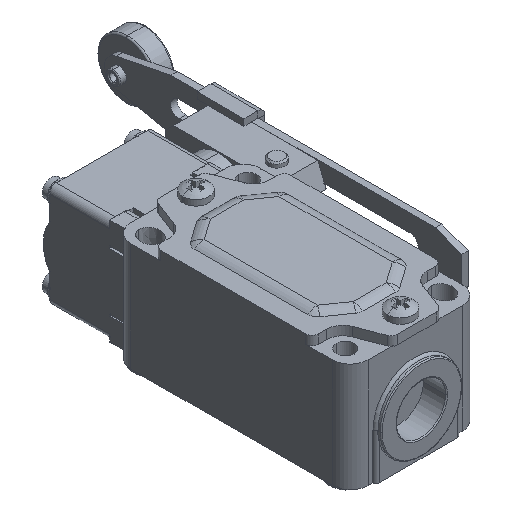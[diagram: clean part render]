
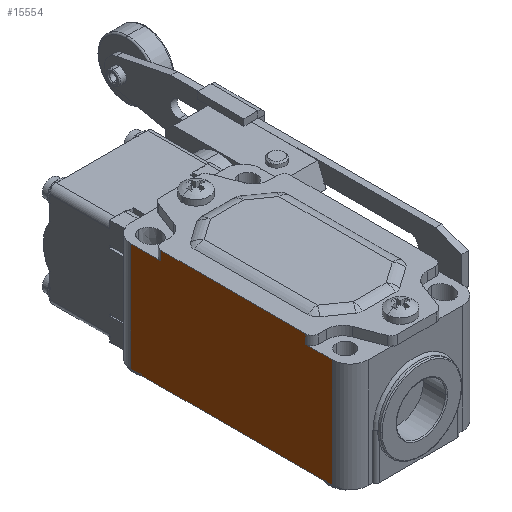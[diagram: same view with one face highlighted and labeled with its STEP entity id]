
A CAD part, isometric view. The second image highlights one B-rep face of the part: STEP entity #15554.
In plain terms, the highlighted planar face has unit normal (-1, 0, 0).
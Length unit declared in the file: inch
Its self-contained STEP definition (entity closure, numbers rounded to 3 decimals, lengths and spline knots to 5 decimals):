
#222=DIRECTION('',(0.,0.,-1.));
#223=VECTOR('',#222,1.3189);
#224=CARTESIAN_POINT('',(-0.7874,1.24016,1.3189));
#225=LINE('',#224,#223);
#2330=DIRECTION('',(0.,0.,1.));
#2331=VECTOR('',#2330,0.11024);
#2332=CARTESIAN_POINT('',(-0.7874,-0.87598,
1.3189));
#2333=LINE('',#2332,#2331);
#2338=DIRECTION('',(0.,0.,1.));
#2339=VECTOR('',#2338,1.3189);
#2340=CARTESIAN_POINT('',(-0.7874,-1.20079,0.));
#2341=LINE('',#2340,#2339);
#2342=DIRECTION('',(0.,1.,0.));
#2343=VECTOR('',#2342,2.44094);
#2344=CARTESIAN_POINT('',(-0.7874,-1.20079,0.));
#2345=LINE('',#2344,#2343);
#2350=DIRECTION('',(0.,0.,-1.));
#2351=VECTOR('',#2350,0.11024);
#2352=CARTESIAN_POINT('',(-0.7874,0.87598,
1.42913));
#2353=LINE('',#2352,#2351);
#2530=DIRECTION('',(0.,-1.,0.));
#2531=VECTOR('',#2530,1.75197);
#2532=CARTESIAN_POINT('',(-0.7874,0.87598,
1.42913));
#2533=LINE('',#2532,#2531);
#3297=DIRECTION('',(0.,1.,0.));
#3298=VECTOR('',#3297,0.36417);
#3299=CARTESIAN_POINT('',(-0.7874,0.87598,
1.3189));
#3300=LINE('',#3299,#3298);
#7049=DIRECTION('',(0.,1.,0.));
#7050=VECTOR('',#7049,0.3248);
#7051=CARTESIAN_POINT('',(-0.7874,-1.20079,
1.3189));
#7052=LINE('',#7051,#7050);
#12361=CARTESIAN_POINT('',(-0.7874,-1.20079,
1.3189));
#12363=VERTEX_POINT('',#12361);
#12367=CARTESIAN_POINT('',(-0.7874,-1.20079,0.));
#12368=VERTEX_POINT('',#12367);
#12369=CARTESIAN_POINT('',(-0.7874,1.24016,0.));
#12371=VERTEX_POINT('',#12369);
#12374=CARTESIAN_POINT('',(-0.7874,1.24016,
1.3189));
#12376=VERTEX_POINT('',#12374);
#12588=CARTESIAN_POINT('',(-0.7874,0.87598,
1.3189));
#12589=VERTEX_POINT('',#12588);
#12590=CARTESIAN_POINT('',(-0.7874,-0.87598,
1.3189));
#12591=VERTEX_POINT('',#12590);
#12601=CARTESIAN_POINT('',(-0.7874,0.87598,
1.42913));
#12603=VERTEX_POINT('',#12601);
#12628=CARTESIAN_POINT('',(-0.7874,-0.87598,
1.42913));
#12630=VERTEX_POINT('',#12628);
#15534=CARTESIAN_POINT('',(-0.7874,-1.41732,
1.3189));
#15535=DIRECTION('',(-1.,0.,0.));
#15536=DIRECTION('',(0.,1.,0.));
#15537=AXIS2_PLACEMENT_3D('',#15534,#15535,#15536);
#15538=PLANE('',#15537);
#15540=ORIENTED_EDGE('',*,*,#15539,.F.);
#15542=ORIENTED_EDGE('',*,*,#15541,.T.);
#15543=ORIENTED_EDGE('',*,*,#15524,.F.);
#15545=ORIENTED_EDGE('',*,*,#15544,.F.);
#15547=ORIENTED_EDGE('',*,*,#15546,.F.);
#15548=ORIENTED_EDGE('',*,*,#14639,.T.);
#15549=ORIENTED_EDGE('',*,*,#13933,.F.);
#15551=ORIENTED_EDGE('',*,*,#15550,.F.);
#15552=EDGE_LOOP('',(#15540,#15542,#15543,#15545,#15547,#15548,#15549,#15551));
#15553=FACE_OUTER_BOUND('',#15552,.F.);
#15554=ADVANCED_FACE('',(#15553),#15538,.T.);
#13933=EDGE_CURVE('',#12376,#12371,#225,.T.);
#14639=EDGE_CURVE('',#12368,#12371,#2345,.T.);
#15524=EDGE_CURVE('',#12591,#12630,#2333,.T.);
#15539=EDGE_CURVE('',#12603,#12589,#2353,.T.);
#15541=EDGE_CURVE('',#12603,#12630,#2533,.T.);
#15544=EDGE_CURVE('',#12363,#12591,#7052,.T.);
#15546=EDGE_CURVE('',#12368,#12363,#2341,.T.);
#15550=EDGE_CURVE('',#12589,#12376,#3300,.T.);
